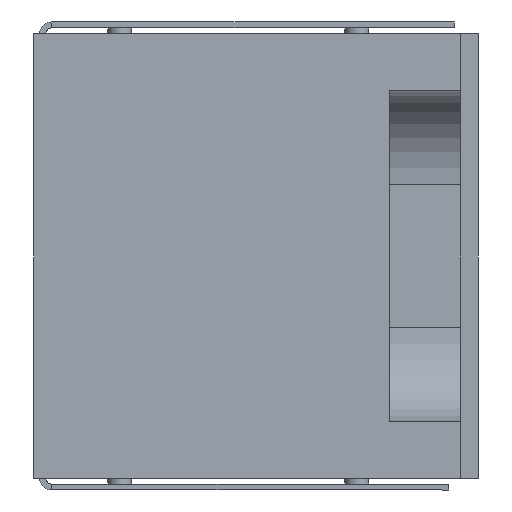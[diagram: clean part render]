
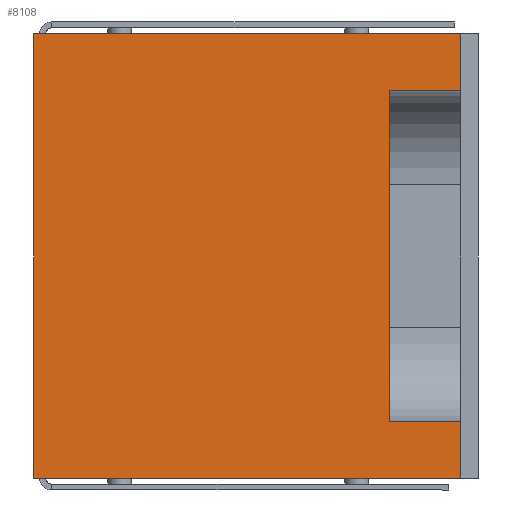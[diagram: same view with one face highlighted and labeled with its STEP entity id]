
A CAD part, left-side view. The second image highlights one B-rep face of the part: STEP entity #8108.
In plain terms, the highlighted planar face has unit normal (-1, 0, 0).
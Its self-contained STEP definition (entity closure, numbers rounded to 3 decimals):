
#734=PLANE('',#8696);
#1215=FACE_OUTER_BOUND('',#1715,.T.);
#1715=EDGE_LOOP('',(#7108,#7109,#7110,#7111,#7112,#7113,#7114,#7115));
#2152=LINE('',#24712,#2643);
#2156=LINE('',#24719,#2647);
#2157=LINE('',#24721,#2648);
#2158=LINE('',#24724,#2649);
#2162=LINE('',#24731,#2653);
#2179=LINE('',#33935,#2670);
#2198=LINE('',#34004,#2689);
#2199=LINE('',#34005,#2690);
#2643=VECTOR('',#10052,10.);
#2647=VECTOR('',#10058,10.);
#2648=VECTOR('',#10061,10.);
#2649=VECTOR('',#10064,10.);
#2653=VECTOR('',#10068,10.);
#2670=VECTOR('',#10195,10.);
#2689=VECTOR('',#10270,10.);
#2690=VECTOR('',#10271,10.);
#3522=VERTEX_POINT('',#24709);
#3523=VERTEX_POINT('',#24711);
#3524=VERTEX_POINT('',#24715);
#3525=VERTEX_POINT('',#24717);
#3526=VERTEX_POINT('',#24723);
#3529=VERTEX_POINT('',#24729);
#3557=VERTEX_POINT('',#33934);
#3579=VERTEX_POINT('',#34003);
#4634=EDGE_CURVE('',#3523,#3522,#2152,.T.);
#4638=EDGE_CURVE('',#3524,#3525,#2156,.T.);
#4639=EDGE_CURVE('',#3525,#3523,#2157,.T.);
#4640=EDGE_CURVE('',#3526,#3524,#2158,.T.);
#4644=EDGE_CURVE('',#3522,#3529,#2162,.T.);
#4737=EDGE_CURVE('',#3526,#3557,#2179,.T.);
#4772=EDGE_CURVE('',#3579,#3529,#2198,.T.);
#4773=EDGE_CURVE('',#3557,#3579,#2199,.T.);
#7108=ORIENTED_EDGE('',*,*,#4634,.T.);
#7109=ORIENTED_EDGE('',*,*,#4644,.T.);
#7110=ORIENTED_EDGE('',*,*,#4772,.F.);
#7111=ORIENTED_EDGE('',*,*,#4773,.F.);
#7112=ORIENTED_EDGE('',*,*,#4737,.F.);
#7113=ORIENTED_EDGE('',*,*,#4640,.T.);
#7114=ORIENTED_EDGE('',*,*,#4638,.T.);
#7115=ORIENTED_EDGE('',*,*,#4639,.T.);
#8108=ADVANCED_FACE('',(#1215),#734,.T.);
#8696=AXIS2_PLACEMENT_3D('',#34002,#10268,#10269);
#10052=DIRECTION('',(0.,-1.,0.));
#10058=DIRECTION('',(0.,1.,0.));
#10061=DIRECTION('',(0.,0.,1.));
#10064=DIRECTION('',(0.,0.,1.));
#10068=DIRECTION('',(0.,0.,1.));
#10195=DIRECTION('',(0.,1.,0.));
#10268=DIRECTION('center_axis',(-1.,0.,0.));
#10269=DIRECTION('ref_axis',(0.,-1.,0.));
#10270=DIRECTION('',(0.,-1.,0.));
#10271=DIRECTION('',(0.,0.,1.));
#24709=CARTESIAN_POINT('',(-95.5,-34.5,28.));
#24711=CARTESIAN_POINT('',(-95.5,-22.5,28.));
#24712=CARTESIAN_POINT('',(-95.5,1.5,28.));
#24715=CARTESIAN_POINT('',(-95.5,-34.5,-28.));
#24717=CARTESIAN_POINT('',(-95.5,-22.5,-28.));
#24719=CARTESIAN_POINT('',(-95.5,1.5,-28.));
#24721=CARTESIAN_POINT('',(-95.5,-22.5,0.));
#24723=CARTESIAN_POINT('',(-95.5,-34.5,-37.5));
#24724=CARTESIAN_POINT('',(-95.5,-34.5,0.));
#24729=CARTESIAN_POINT('',(-95.5,-34.5,37.5));
#24731=CARTESIAN_POINT('',(-95.5,-34.5,0.));
#33934=CARTESIAN_POINT('',(-95.5,37.5,-37.5));
#33935=CARTESIAN_POINT('',(-95.5,-37.5,-37.5));
#34002=CARTESIAN_POINT('Origin',(-95.5,37.5,0.));
#34003=CARTESIAN_POINT('',(-95.5,37.5,37.5));
#34004=CARTESIAN_POINT('',(-95.5,-37.5,37.5));
#34005=CARTESIAN_POINT('',(-95.5,37.5,0.));
